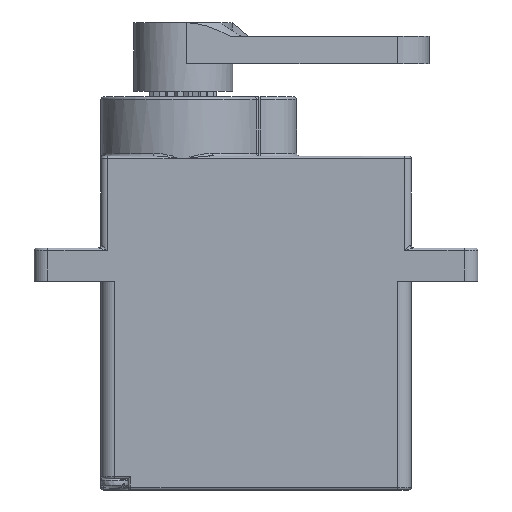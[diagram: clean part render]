
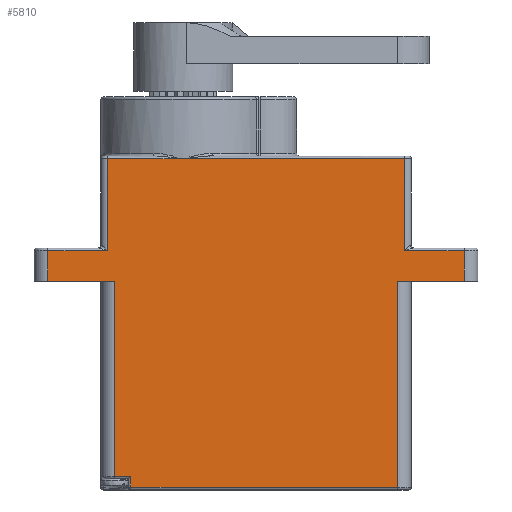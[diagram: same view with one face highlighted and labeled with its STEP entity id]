
A CAD part, front view. The second image highlights one B-rep face of the part: STEP entity #5810.
In plain terms, the highlighted planar face has unit normal (0, -1, 0).
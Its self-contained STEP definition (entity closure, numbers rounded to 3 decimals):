
#155=PLANE('',#6330);
#540=FACE_OUTER_BOUND('',#888,.T.);
#888=EDGE_LOOP('',(#4350,#4351,#4352,#4353,#4354,#4355,#4356,#4357,#4358,
#4359,#4360,#4361,#4362,#4363,#4364));
#1144=LINE('',#8739,#1648);
#1219=LINE('',#9311,#1723);
#1226=LINE('',#9449,#1730);
#1231=LINE('',#9560,#1735);
#1233=LINE('',#9566,#1737);
#1242=LINE('',#9595,#1746);
#1249=LINE('',#9619,#1753);
#1250=LINE('',#9624,#1754);
#1251=LINE('',#9626,#1755);
#1252=LINE('',#9627,#1756);
#1253=LINE('',#9629,#1757);
#1254=LINE('',#9631,#1758);
#1255=LINE('',#9633,#1759);
#1256=LINE('',#9635,#1760);
#1257=LINE('',#9636,#1761);
#1648=VECTOR('',#6787,10.);
#1723=VECTOR('',#7134,10.);
#1730=VECTOR('',#7193,10.);
#1735=VECTOR('',#7228,10.);
#1737=VECTOR('',#7234,10.);
#1746=VECTOR('',#7265,10.);
#1753=VECTOR('',#7290,10.);
#1754=VECTOR('',#7295,10.);
#1755=VECTOR('',#7296,10.);
#1756=VECTOR('',#7297,10.);
#1757=VECTOR('',#7298,10.);
#1758=VECTOR('',#7299,10.);
#1759=VECTOR('',#7300,10.);
#1760=VECTOR('',#7301,10.);
#1761=VECTOR('',#7302,10.);
#2426=VERTEX_POINT('',#8503);
#2441=VERTEX_POINT('',#8737);
#2552=VERTEX_POINT('',#9310);
#2567=VERTEX_POINT('',#9435);
#2571=VERTEX_POINT('',#9493);
#2576=VERTEX_POINT('',#9564);
#2585=VERTEX_POINT('',#9594);
#2593=VERTEX_POINT('',#9618);
#2594=VERTEX_POINT('',#9622);
#2595=VERTEX_POINT('',#9623);
#2596=VERTEX_POINT('',#9625);
#2597=VERTEX_POINT('',#9628);
#2598=VERTEX_POINT('',#9630);
#2599=VERTEX_POINT('',#9632);
#2600=VERTEX_POINT('',#9634);
#3003=EDGE_CURVE('',#2441,#2426,#1144,.T.);
#3173=EDGE_CURVE('',#2426,#2552,#1219,.T.);
#3200=EDGE_CURVE('',#2552,#2567,#1226,.T.);
#3216=EDGE_CURVE('',#2571,#2441,#1231,.T.);
#3219=EDGE_CURVE('',#2576,#2571,#1233,.T.);
#3233=EDGE_CURVE('',#2567,#2585,#1242,.T.);
#3245=EDGE_CURVE('',#2585,#2593,#1249,.T.);
#3247=EDGE_CURVE('',#2594,#2595,#1250,.T.);
#3248=EDGE_CURVE('',#2596,#2594,#1251,.T.);
#3249=EDGE_CURVE('',#2593,#2596,#1252,.T.);
#3250=EDGE_CURVE('',#2597,#2576,#1253,.T.);
#3251=EDGE_CURVE('',#2598,#2597,#1254,.T.);
#3252=EDGE_CURVE('',#2599,#2598,#1255,.T.);
#3253=EDGE_CURVE('',#2600,#2599,#1256,.T.);
#3254=EDGE_CURVE('',#2595,#2600,#1257,.T.);
#4350=ORIENTED_EDGE('',*,*,#3247,.F.);
#4351=ORIENTED_EDGE('',*,*,#3248,.F.);
#4352=ORIENTED_EDGE('',*,*,#3249,.F.);
#4353=ORIENTED_EDGE('',*,*,#3245,.F.);
#4354=ORIENTED_EDGE('',*,*,#3233,.F.);
#4355=ORIENTED_EDGE('',*,*,#3200,.F.);
#4356=ORIENTED_EDGE('',*,*,#3173,.F.);
#4357=ORIENTED_EDGE('',*,*,#3003,.F.);
#4358=ORIENTED_EDGE('',*,*,#3216,.F.);
#4359=ORIENTED_EDGE('',*,*,#3219,.F.);
#4360=ORIENTED_EDGE('',*,*,#3250,.F.);
#4361=ORIENTED_EDGE('',*,*,#3251,.F.);
#4362=ORIENTED_EDGE('',*,*,#3252,.F.);
#4363=ORIENTED_EDGE('',*,*,#3253,.F.);
#4364=ORIENTED_EDGE('',*,*,#3254,.F.);
#5810=ADVANCED_FACE('',(#540),#155,.T.);
#6330=AXIS2_PLACEMENT_3D('',#9621,#7293,#7294);
#6787=DIRECTION('',(1.,0.,0.));
#7134=DIRECTION('',(1.,0.,0.));
#7193=DIRECTION('',(0.,0.,-1.));
#7228=DIRECTION('',(0.,0.,1.));
#7234=DIRECTION('',(1.,0.,0.));
#7265=DIRECTION('',(1.,0.,0.));
#7290=DIRECTION('',(0.,0.,-1.));
#7293=DIRECTION('center_axis',(0.,-1.,0.));
#7294=DIRECTION('ref_axis',(-1.,0.,0.));
#7295=DIRECTION('',(-1.,0.,0.));
#7296=DIRECTION('',(0.,0.,-1.));
#7297=DIRECTION('',(-1.,0.,0.));
#7298=DIRECTION('',(0.,0.,1.));
#7299=DIRECTION('',(-1.,0.,0.));
#7300=DIRECTION('',(0.,0.,1.));
#7301=DIRECTION('',(-1.,0.,0.));
#7302=DIRECTION('',(0.,0.,1.));
#8503=CARTESIAN_POINT('',(0.,-6.,-7.7));
#8737=CARTESIAN_POINT('',(-5.5,-6.,-7.7));
#8739=CARTESIAN_POINT('',(0.,-6.,-7.7));
#9310=CARTESIAN_POINT('',(16.1,-6.,-7.7));
#9311=CARTESIAN_POINT('',(0.,-6.,-7.7));
#9435=CARTESIAN_POINT('',(16.1,-6.,-14.4));
#9449=CARTESIAN_POINT('',(16.1,-6.,-7.5));
#9493=CARTESIAN_POINT('',(-5.5,-6.,-14.4));
#9560=CARTESIAN_POINT('',(-5.5,-6.,-7.5));
#9564=CARTESIAN_POINT('',(-9.85,-6.,-14.4));
#9566=CARTESIAN_POINT('',(10.95,-6.,-14.4));
#9594=CARTESIAN_POINT('',(20.45,-6.,-14.4));
#9595=CARTESIAN_POINT('',(10.95,-6.,-14.4));
#9618=CARTESIAN_POINT('',(20.45,-6.,-16.6));
#9619=CARTESIAN_POINT('',(20.45,-6.,-10.85));
#9621=CARTESIAN_POINT('Origin',(16.6,-6.,-7.5));
#9622=CARTESIAN_POINT('',(15.6,-6.,-31.6));
#9623=CARTESIAN_POINT('',(-3.8,-6.,-31.6));
#9624=CARTESIAN_POINT('',(10.95,-6.,-31.6));
#9625=CARTESIAN_POINT('',(15.6,-6.,-16.6));
#9626=CARTESIAN_POINT('',(15.6,-6.,-19.65));
#9627=CARTESIAN_POINT('',(13.375,-6.,-16.6));
#9628=CARTESIAN_POINT('',(-9.85,-6.,-16.6));
#9629=CARTESIAN_POINT('',(-9.85,-6.,-10.85));
#9630=CARTESIAN_POINT('',(-5.,-6.,-16.6));
#9631=CARTESIAN_POINT('',(13.375,-6.,-16.6));
#9632=CARTESIAN_POINT('',(-5.,-6.,-30.8));
#9633=CARTESIAN_POINT('',(-5.,-6.,-19.65));
#9634=CARTESIAN_POINT('',(-3.8,-6.,-30.8));
#9635=CARTESIAN_POINT('',(5.8,-6.,-30.8));
#9636=CARTESIAN_POINT('',(-3.8,-6.,-19.65));
